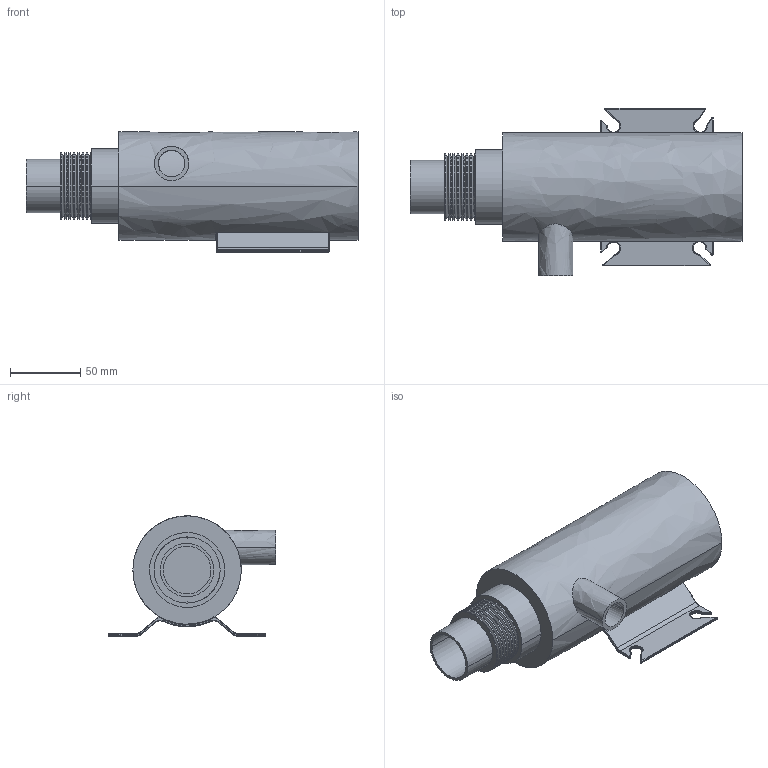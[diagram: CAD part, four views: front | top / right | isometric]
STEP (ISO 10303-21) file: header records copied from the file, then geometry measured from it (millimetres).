
FILE_DESCRIPTION(('HOOPS Exchange Step'),'2;1');
FILE_NAME('Macerator Pump 43L 12V.stp','2018-04-24T08:52:23+02:00',('kada'),('Unknown organisation'),'HOOPS Exchange 2017.2','HOOPS Exchange','Unknown authorisation');
FILE_SCHEMA( ('AUTOMOTIVE_DESIGN { 1 0 10303 214 1 1 1 1 }') );
Length unit declared in the file: millimetre
Products named in the file (1): Part1
Bounding box: 236 x 119 x 85.5 mm (x, y, z)
Volume: 830276.9 mm3; surface area: 90134.6 mm2
Topology: 1 solids, 1 shells, 213 faces, 510 edges, 274 vertices
Faces by surface type: bspline 213
Entity records: 19128 total; most frequent: CARTESIAN_POINT 16029, ORIENTED_EDGE 956, B_SPLINE_CURVE_WITH_KNOTS 478, EDGE_CURVE 478, VERTEX_POINT 274, EDGE_LOOP 220, FACE_BOUND 220, B_SPLINE_SURFACE_WITH_KNOTS 213
